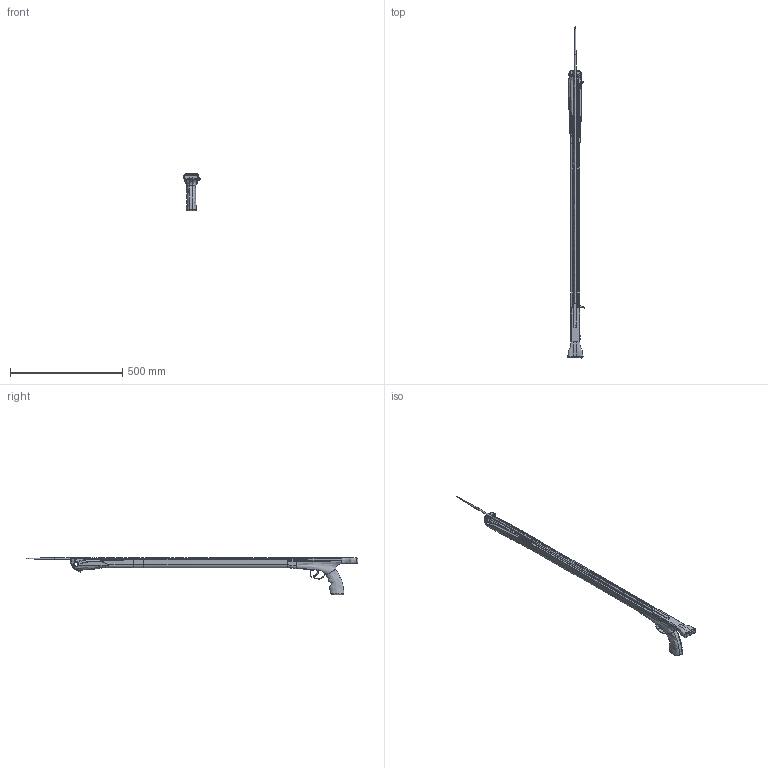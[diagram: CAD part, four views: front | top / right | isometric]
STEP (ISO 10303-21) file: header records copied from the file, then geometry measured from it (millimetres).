
FILE_DESCRIPTION(('FreeCAD Model'),'2;1');
FILE_NAME('Open CASCADE Shape Model','2025-05-05T17:03:38',('FreeCAD'),( 'FreeCAD'),'Open CASCADE STEP processor 7.6','FreeCAD','Unknown');
FILE_SCHEMA(('AUTOMOTIVE_DESIGN { 1 0 10303 214 1 1 1 1 }'));
Products named in the file (1): Open CASCADE STEP translator 7.6 1
Bounding box: 75.6 x 1476.63 x 167.88 mm (x, y, z)
Volume: 2449443.3 mm3; surface area: 297382.3 mm2
Topology: 14 solids, 14 shells, 472 faces, 1201 edges, 733 vertices
Faces by surface type: bspline 472
Entity records: 43702 total; most frequent: CARTESIAN_POINT 36909, ORIENTED_EDGE 2366, EDGE_CURVE 1183, B_SPLINE_CURVE_WITH_KNOTS 796, VERTEX_POINT 733, FACE_BOUND 508, EDGE_LOOP 508, ADVANCED_FACE 472
